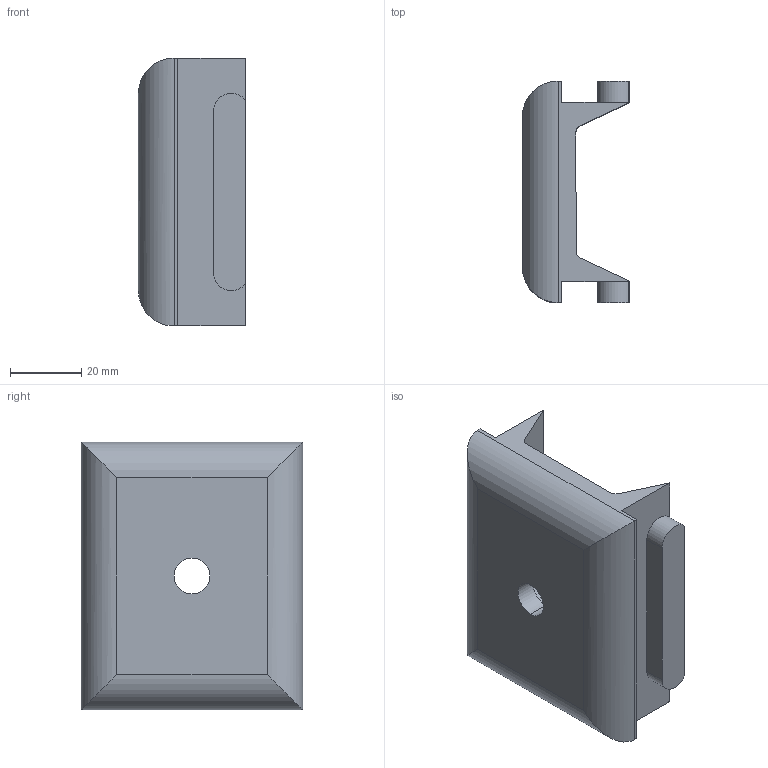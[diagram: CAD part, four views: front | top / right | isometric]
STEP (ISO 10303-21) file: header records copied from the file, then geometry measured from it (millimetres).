
FILE_DESCRIPTION (( 'STEP AP203' ), '1' );
FILE_NAME ('rear bearing support.STEP', '2024-09-27T15:04:08', ( '' ), ( '' ), 'SwSTEP 2.0', 'SolidWorks 2023', '' );
FILE_SCHEMA (( 'CONFIG_CONTROL_DESIGN' ));
Length unit declared in the file: millimetre
Products named in the file (1): rear bearing support
Bounding box: 30 x 62 x 75 mm (x, y, z)
Volume: 67505.5 mm3; surface area: 18270.1 mm2
Topology: 1 solids, 1 shells, 38 faces, 97 edges, 62 vertices
Faces by surface type: plane 23, cylinder 15
Entity records: 1220 total; most frequent: CARTESIAN_POINT 210, ORIENTED_EDGE 194, DIRECTION 193, EDGE_CURVE 97, VECTOR 71, LINE 71, VERTEX_POINT 62, AXIS2_PLACEMENT_3D 61
